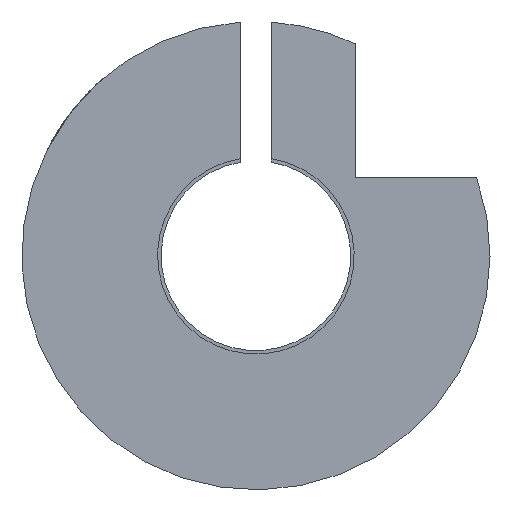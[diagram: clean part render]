
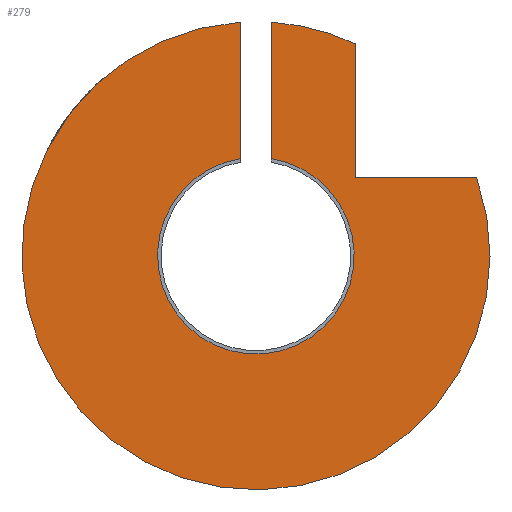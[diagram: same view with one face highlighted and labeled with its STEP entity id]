
A CAD part, front view. The second image highlights one B-rep face of the part: STEP entity #279.
In plain terms, the highlighted planar face has unit normal (0, -1, 0).
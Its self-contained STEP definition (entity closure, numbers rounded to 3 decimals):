
#29=PLANE('',#321);
#44=FACE_OUTER_BOUND('',#64,.T.);
#64=EDGE_LOOP('',(#251,#252,#253,#254,#255,#256,#257));
#74=LINE('',#484,#96);
#77=LINE('',#490,#99);
#80=LINE('',#497,#102);
#84=LINE('',#505,#106);
#96=VECTOR('',#365,10.);
#99=VECTOR('',#370,10.);
#102=VECTOR('',#375,10.);
#106=VECTOR('',#381,10.);
#112=CIRCLE('',#300,3.15);
#120=CIRCLE('',#317,7.5);
#121=CIRCLE('',#320,7.5);
#128=VERTEX_POINT('',#419);
#129=VERTEX_POINT('',#421);
#137=VERTEX_POINT('',#483);
#139=VERTEX_POINT('',#489);
#141=VERTEX_POINT('',#495);
#142=VERTEX_POINT('',#496);
#145=VERTEX_POINT('',#504);
#155=EDGE_CURVE('',#128,#129,#112,.T.);
#167=EDGE_CURVE('',#137,#129,#74,.T.);
#170=EDGE_CURVE('',#128,#139,#77,.T.);
#173=EDGE_CURVE('',#141,#142,#80,.T.);
#177=EDGE_CURVE('',#142,#145,#84,.T.);
#182=EDGE_CURVE('',#137,#145,#120,.T.);
#183=EDGE_CURVE('',#141,#139,#121,.T.);
#251=ORIENTED_EDGE('',*,*,#170,.T.);
#252=ORIENTED_EDGE('',*,*,#183,.F.);
#253=ORIENTED_EDGE('',*,*,#173,.T.);
#254=ORIENTED_EDGE('',*,*,#177,.T.);
#255=ORIENTED_EDGE('',*,*,#182,.F.);
#256=ORIENTED_EDGE('',*,*,#167,.T.);
#257=ORIENTED_EDGE('',*,*,#155,.F.);
#279=ADVANCED_FACE('',(#44),#29,.F.);
#300=AXIS2_PLACEMENT_3D('',#422,#341,#342);
#317=AXIS2_PLACEMENT_3D('',#513,#392,#393);
#320=AXIS2_PLACEMENT_3D('',#516,#398,#399);
#321=AXIS2_PLACEMENT_3D('',#517,#400,#401);
#341=DIRECTION('center_axis',(0.,-1.,0.));
#342=DIRECTION('ref_axis',(1.,0.,0.));
#365=DIRECTION('',(0.,0.,-1.));
#370=DIRECTION('',(0.,0.,1.));
#375=DIRECTION('',(-1.,0.,0.));
#381=DIRECTION('',(0.,0.,1.));
#392=DIRECTION('center_axis',(0.,1.,0.));
#393=DIRECTION('ref_axis',(1.,0.,0.));
#398=DIRECTION('center_axis',(0.,1.,0.));
#399=DIRECTION('ref_axis',(1.,0.,0.));
#400=DIRECTION('center_axis',(0.,1.,0.));
#401=DIRECTION('ref_axis',(1.,0.,0.));
#419=CARTESIAN_POINT('',(-0.5,0.,3.11));
#421=CARTESIAN_POINT('',(0.5,0.,3.11));
#422=CARTESIAN_POINT('Origin',(0.,0.,0.));
#483=CARTESIAN_POINT('',(0.5,0.,7.483));
#484=CARTESIAN_POINT('',(0.5,0.,1.555));
#489=CARTESIAN_POINT('',(-0.5,0.,7.483));
#490=CARTESIAN_POINT('',(-0.5,0.,3.742));
#495=CARTESIAN_POINT('',(7.071,0.,2.5));
#496=CARTESIAN_POINT('',(3.187,0.,2.5));
#497=CARTESIAN_POINT('',(1.593,0.,2.5));
#504=CARTESIAN_POINT('',(3.187,0.,6.789));
#505=CARTESIAN_POINT('',(3.187,0.,3.395));
#513=CARTESIAN_POINT('Origin',(0.,0.,0.));
#516=CARTESIAN_POINT('Origin',(0.,0.,0.));
#517=CARTESIAN_POINT('Origin',(0.,0.,0.));
